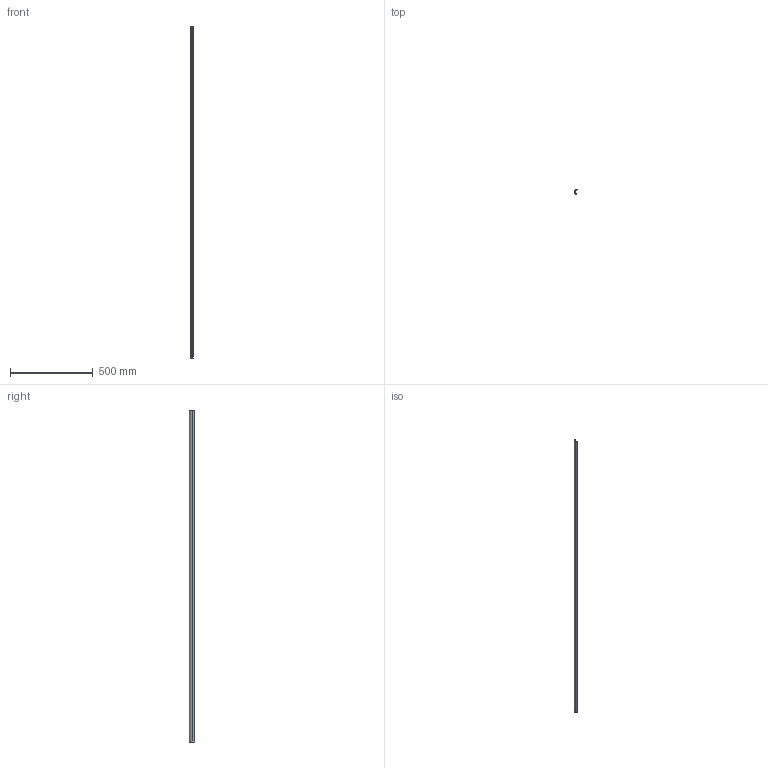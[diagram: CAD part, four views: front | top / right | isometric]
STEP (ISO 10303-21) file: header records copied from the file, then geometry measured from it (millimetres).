
FILE_DESCRIPTION (( 'STEP AP214' ), '1' );
FILE_NAME ('093LCT38D28.2000.STEP', '2016-02-21T12:25:42', ( '' ), ( '' ), 'SwSTEP 2.0', 'SolidWorks 2016', '' );
FILE_SCHEMA (( 'AUTOMOTIVE_DESIGN' ));
Length unit declared in the file: millimetre
Products named in the file (3): 340ME451 u Tab_2000 for assy; 093LCT38D28R u Tab_093LCT38RVR.2000; 093LCT38D28.2000
Assembly tree (2 placements, depth 2):
  093LCT38D28.2000
    093LCT38D28R u Tab_093LCT38RVR.2000
    340ME451 u Tab_2000 for assy
Bounding box: 16 x 30.22 x 2000 mm (x, y, z)
Volume: 104879 mm3; surface area: 385762.6 mm2
Topology: 2 solids, 2 shells, 30 faces, 78 edges, 52 vertices
Faces by surface type: cylinder 22, plane 8
Entity records: 1056 total; most frequent: DIRECTION 192, CARTESIAN_POINT 165, ORIENTED_EDGE 156, AXIS2_PLACEMENT_3D 79, EDGE_CURVE 78, VERTEX_POINT 52, CIRCLE 44, VECTOR 34
